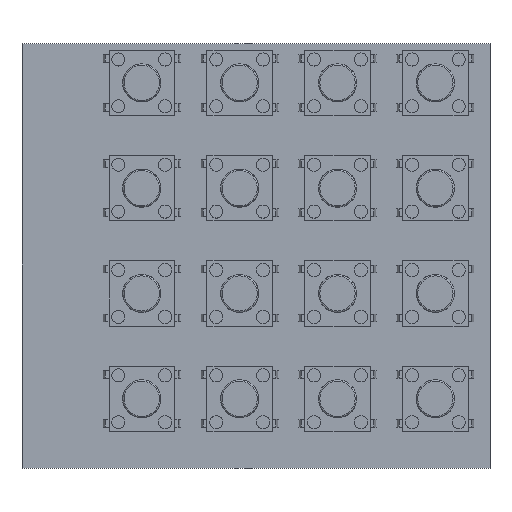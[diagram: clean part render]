
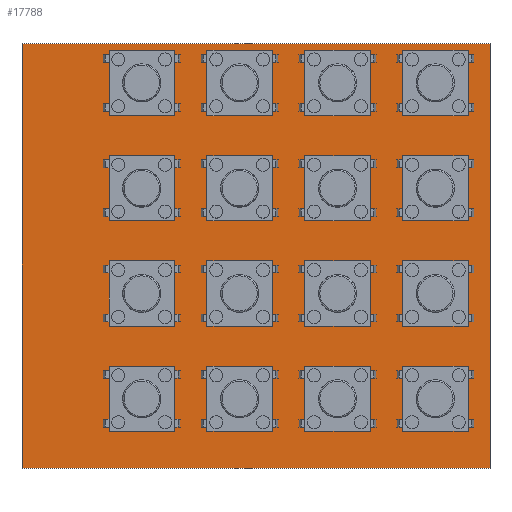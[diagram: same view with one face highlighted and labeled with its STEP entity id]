
A CAD part, top view. The second image highlights one B-rep face of the part: STEP entity #17788.
In plain terms, the highlighted planar face has unit normal (0, 0, 1).
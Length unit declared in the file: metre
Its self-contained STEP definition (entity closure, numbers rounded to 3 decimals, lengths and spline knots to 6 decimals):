
#416=ORIENTED_EDGE('',*,*,#5060,.T.);
#417=ORIENTED_EDGE('',*,*,#5070,.T.);
#418=ORIENTED_EDGE('',*,*,#5067,.T.);
#419=ORIENTED_EDGE('',*,*,#5064,.T.);
#5060=EDGE_CURVE('',#7392,#7393,#9016,.T.);
#5064=EDGE_CURVE('',#7396,#7392,#9020,.T.);
#5067=EDGE_CURVE('',#7398,#7396,#9023,.T.);
#5070=EDGE_CURVE('',#7393,#7398,#9026,.T.);
#7392=VERTEX_POINT('',#31294);
#7393=VERTEX_POINT('',#31295);
#7396=VERTEX_POINT('',#31303);
#7398=VERTEX_POINT('',#31309);
#9016=LINE('',#31293,#11140);
#9020=LINE('',#31302,#11144);
#9023=LINE('',#31308,#11147);
#9026=LINE('',#31314,#11150);
#11140=VECTOR('',#26629,1.);
#11144=VECTOR('',#26635,1.);
#11147=VECTOR('',#26640,1.);
#11150=VECTOR('',#26645,1.);
#13269=EDGE_LOOP('',(#416,#417,#418,#419));
#14555=FACE_BOUND('',#13269,.T.);
#15841=PLANE('',#25360);
#17788=ADVANCED_FACE('',(#14555),#15841,.T.);
#25360=AXIS2_PLACEMENT_3D('',#31317,#26649,#26650);
#26629=DIRECTION('',(0.,-1.,0.));
#26635=DIRECTION('',(-1.,0.,0.));
#26640=DIRECTION('',(0.,1.,0.));
#26645=DIRECTION('',(1.,0.,0.));
#26649=DIRECTION('',(0.,0.,1.));
#26650=DIRECTION('',(0.,-1.,0.));
#31293=CARTESIAN_POINT('',(-0.0215,-0.0195,0.001));
#31294=CARTESIAN_POINT('',(-0.0215,0.0195,0.001));
#31295=CARTESIAN_POINT('',(-0.0215,-0.0195,0.001));
#31302=CARTESIAN_POINT('',(0.0215,0.0195,0.001));
#31303=CARTESIAN_POINT('',(0.0215,0.0195,0.001));
#31308=CARTESIAN_POINT('',(0.0215,-0.0195,0.001));
#31309=CARTESIAN_POINT('',(0.0215,-0.0195,0.001));
#31314=CARTESIAN_POINT('',(0.0215,-0.0195,0.001));
#31317=CARTESIAN_POINT('',(-0.0215,0.0195,0.001));
